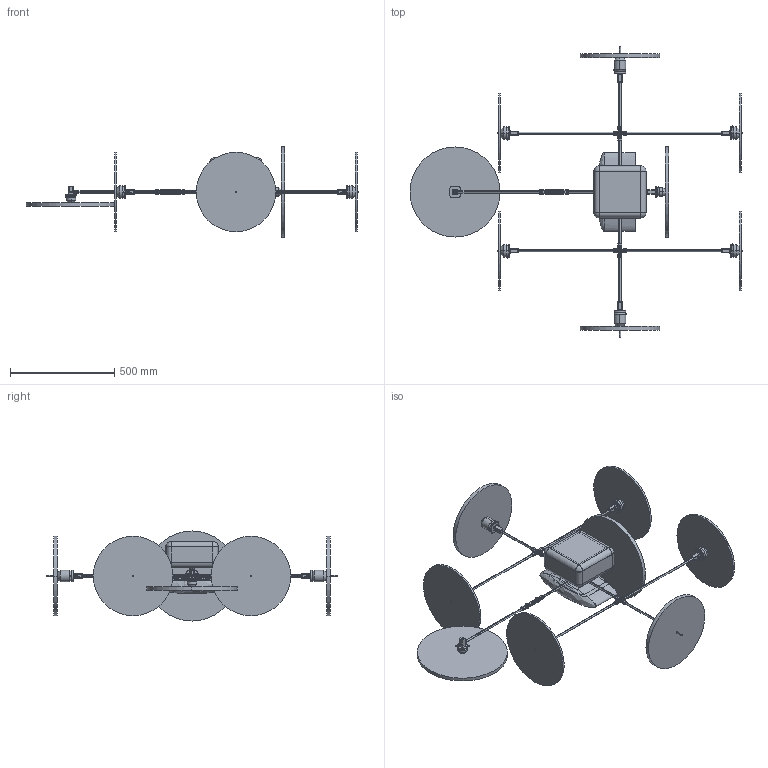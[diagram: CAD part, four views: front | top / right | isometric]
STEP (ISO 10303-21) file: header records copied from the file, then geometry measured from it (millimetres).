
FILE_DESCRIPTION((''),'2;1');
FILE_NAME('UAV_ASM','2023-05-16T17:57:46',('E33734'),(''),'CREO PARAMETRIC BY PTC INC, 2019352','CREO PARAMETRIC BY PTC INC, 2019352','');
FILE_SCHEMA(('CONFIG_CONTROL_DESIGN'));
Length unit declared in the file: millimetre
Products named in the file (53): ORIENT; MAINHUB_1; ARM_2925_2; CROSS_2; ARM_2923_3; FLANGE_5; MOTOR_6; PROPELLER_6; ARM_2924_2; FLANGE_7; MOTOR_8; PROPELLER_8; ARM_2923_4; FLANGE_6; MOTOR_7; PROPELLER_7; ARM_2925_1; CROSS_1; ARM_2923_1; FLANGE_1; MOTOR_2; PROPELLER_2; ARM_2923_2; FLANGE_2; MOTOR_3; PROPELLER_3; ARM_2924_1; FLANGE_3; MOTOR_4; PROPELLER_4; ARM_2926_1; FLANGE_4; MOTOR_5; PROPELLER_5; CARGOCASE; CARGO; ROTATEDARM_941_1; BEND_1; ROTATEDARM_942_1; BEND_2 ...
Assembly tree (52 placements, depth 2):
  UAV_ASM
    ORIENT
    MAINHUB_1
    ARM_2925_2
    CROSS_2
    ARM_2923_3
    FLANGE_5
    MOTOR_6
    PROPELLER_6
    ARM_2924_2
    FLANGE_7
    MOTOR_8
    PROPELLER_8
    ARM_2923_4
    FLANGE_6
    MOTOR_7
    PROPELLER_7
    ARM_2925_1
    CROSS_1
    ARM_2923_1
    FLANGE_1
    MOTOR_2
    PROPELLER_2
    ARM_2923_2
    FLANGE_2
    MOTOR_3
    PROPELLER_3
    ARM_2924_1
    FLANGE_3
    MOTOR_4
    PROPELLER_4
    ARM_2926_1
    FLANGE_4
    MOTOR_5
    PROPELLER_5
    CARGOCASE
    CARGO
    ROTATEDARM_941_1
    BEND_1
    ROTATEDARM_942_1
    BEND_2
    ARM_2922_1
    FLANGE_955_1
    MOTOR_1
    PROPELLER_1
    FUSELAGE_1
    SENSOR_5
    SENSOR_6
    SENSOR_3
    BATTERY_1
    SENSOR_1
    SENSOR_2
    SENSOR_4
Bounding box: 1590.8 x 1390.96 x 431.8 mm (x, y, z)
Volume: 26920757.8 mm3; surface area: 3674071.6 mm2
Topology: 76 solids, 78 shells, 1254 faces, 2740 edges, 1674 vertices
Faces by surface type: cylinder 650, plane 425, sphere 104, torus 34, cone 32, revolution 6, extrusion 3
Entity records: 37368 total; most frequent: CARTESIAN_POINT 8303, DIRECTION 6351, ORIENTED_EDGE 5472, EDGE_CURVE 2736, AXIS2_PLACEMENT_3D 2473, VERTEX_POINT 1674, VECTOR 1399, LINE 1396
